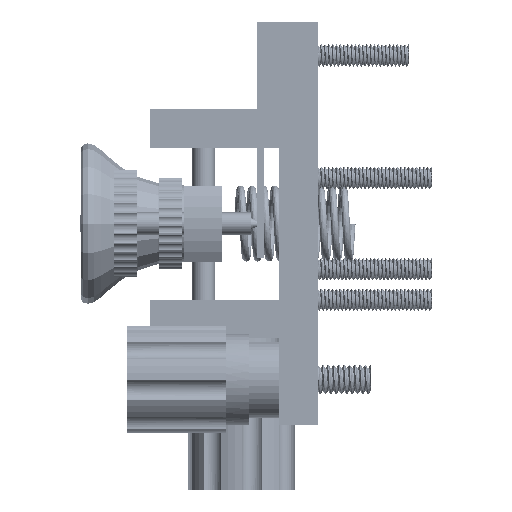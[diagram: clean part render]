
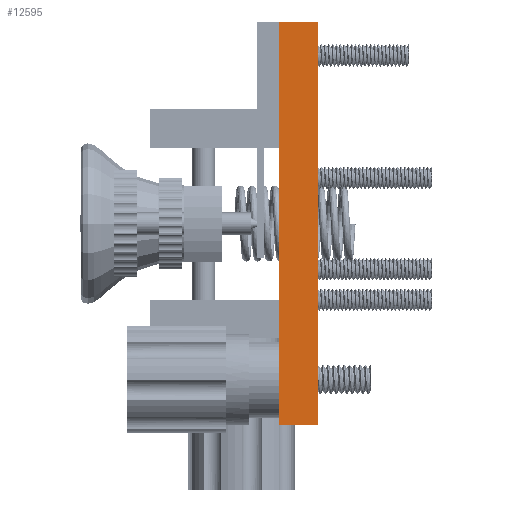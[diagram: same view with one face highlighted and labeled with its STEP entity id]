
A CAD part, left-side view. The second image highlights one B-rep face of the part: STEP entity #12595.
In plain terms, the highlighted planar face has unit normal (-1, 0, 0).
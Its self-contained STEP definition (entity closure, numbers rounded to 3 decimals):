
#1917=LINE('',#33311,#2650);
#1924=LINE('',#33325,#2657);
#1925=LINE('',#33327,#2658);
#1926=LINE('',#33328,#2659);
#2650=VECTOR('',#16510,10.);
#2657=VECTOR('',#16519,10.);
#2658=VECTOR('',#16522,10.);
#2659=VECTOR('',#16523,10.);
#3032=PLANE('',#13839);
#3577=FACE_OUTER_BOUND('',#4334,.T.);
#4334=EDGE_LOOP('',(#10984,#10985,#10986,#10987));
#5913=VERTEX_POINT('',#33309);
#5914=VERTEX_POINT('',#33310);
#5917=VERTEX_POINT('',#33318);
#5920=VERTEX_POINT('',#33323);
#7661=EDGE_CURVE('',#5913,#5914,#1917,.T.);
#7668=EDGE_CURVE('',#5920,#5917,#1924,.T.);
#7669=EDGE_CURVE('',#5914,#5917,#1925,.T.);
#7670=EDGE_CURVE('',#5913,#5920,#1926,.T.);
#10984=ORIENTED_EDGE('',*,*,#7661,.T.);
#10985=ORIENTED_EDGE('',*,*,#7669,.T.);
#10986=ORIENTED_EDGE('',*,*,#7668,.F.);
#10987=ORIENTED_EDGE('',*,*,#7670,.F.);
#12595=ADVANCED_FACE('',(#3577),#3032,.T.);
#13839=AXIS2_PLACEMENT_3D('',#33326,#16520,#16521);
#16510=DIRECTION('',(0.,0.,1.));
#16519=DIRECTION('',(0.,0.,1.));
#16520=DIRECTION('center_axis',(-1.,0.,0.));
#16521=DIRECTION('ref_axis',(0.,0.,1.));
#16522=DIRECTION('',(0.,1.,0.));
#16523=DIRECTION('',(0.,1.,0.));
#33309=CARTESIAN_POINT('',(11.,18.,-54.5));
#33310=CARTESIAN_POINT('',(11.,18.,-1.5));
#33311=CARTESIAN_POINT('',(11.,18.,-54.5));
#33318=CARTESIAN_POINT('',(11.,23.,-1.5));
#33323=CARTESIAN_POINT('',(11.,23.,-54.5));
#33325=CARTESIAN_POINT('',(11.,23.,-54.5));
#33326=CARTESIAN_POINT('Origin',(11.,18.,-54.5));
#33327=CARTESIAN_POINT('',(11.,18.,-1.5));
#33328=CARTESIAN_POINT('',(11.,18.,-54.5));
